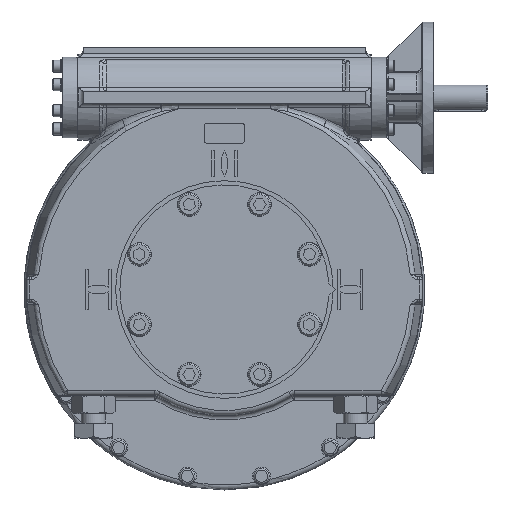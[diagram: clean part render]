
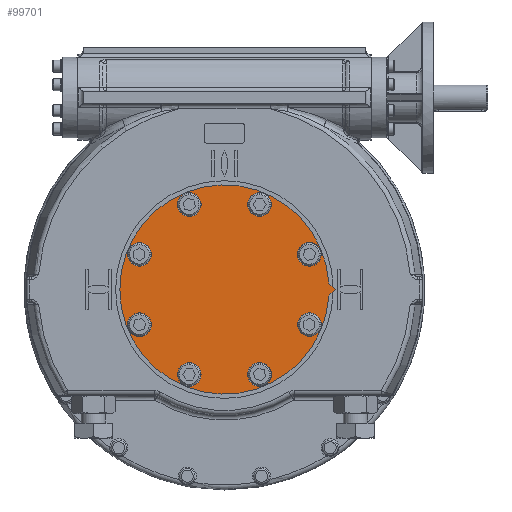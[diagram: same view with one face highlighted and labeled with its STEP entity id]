
A CAD part, top view. The second image highlights one B-rep face of the part: STEP entity #99701.
In plain terms, the highlighted planar face has unit normal (0, 0, 1).
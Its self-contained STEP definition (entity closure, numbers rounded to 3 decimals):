
#4186=LINE('',#139460,#13739);
#4187=LINE('',#139463,#13740);
#13739=VECTOR('',#114255,1000.);
#13740=VECTOR('',#114256,1000.);
#24911=ORIENTED_EDGE('',*,*,#55155,.F.);
#24912=ORIENTED_EDGE('',*,*,#55154,.F.);
#24913=ORIENTED_EDGE('',*,*,#55153,.F.);
#24914=ORIENTED_EDGE('',*,*,#55152,.F.);
#24915=ORIENTED_EDGE('',*,*,#55151,.F.);
#24916=ORIENTED_EDGE('',*,*,#55150,.F.);
#24917=ORIENTED_EDGE('',*,*,#55149,.F.);
#24918=ORIENTED_EDGE('',*,*,#55148,.F.);
#24919=ORIENTED_EDGE('',*,*,#55158,.T.);
#24920=ORIENTED_EDGE('',*,*,#55159,.T.);
#24921=ORIENTED_EDGE('',*,*,#55160,.T.);
#55148=EDGE_CURVE('',#70420,#70420,#80250,.T.);
#55149=EDGE_CURVE('',#70421,#70421,#80251,.T.);
#55150=EDGE_CURVE('',#70422,#70422,#80252,.T.);
#55151=EDGE_CURVE('',#70423,#70423,#80253,.T.);
#55152=EDGE_CURVE('',#70424,#70424,#80254,.T.);
#55153=EDGE_CURVE('',#70425,#70425,#80255,.T.);
#55154=EDGE_CURVE('',#70426,#70426,#80256,.T.);
#55155=EDGE_CURVE('',#70427,#70427,#80257,.T.);
#55158=EDGE_CURVE('',#70430,#70431,#4186,.T.);
#55159=EDGE_CURVE('',#70431,#70432,#4187,.T.);
#55160=EDGE_CURVE('',#70432,#70430,#80260,.T.);
#70420=VERTEX_POINT('',#139431);
#70421=VERTEX_POINT('',#139434);
#70422=VERTEX_POINT('',#139437);
#70423=VERTEX_POINT('',#139440);
#70424=VERTEX_POINT('',#139443);
#70425=VERTEX_POINT('',#139446);
#70426=VERTEX_POINT('',#139449);
#70427=VERTEX_POINT('',#139452);
#70430=VERTEX_POINT('',#139461);
#70431=VERTEX_POINT('',#139462);
#70432=VERTEX_POINT('',#139464);
#80250=CIRCLE('',#105871,23.5);
#80251=CIRCLE('',#105873,23.5);
#80252=CIRCLE('',#105875,23.5);
#80253=CIRCLE('',#105877,23.5);
#80254=CIRCLE('',#105879,23.5);
#80255=CIRCLE('',#105881,23.5);
#80256=CIRCLE('',#105883,23.5);
#80257=CIRCLE('',#105885,23.5);
#80260=CIRCLE('',#105891,207.5);
#82457=EDGE_LOOP('',(#24911));
#82458=EDGE_LOOP('',(#24912));
#82459=EDGE_LOOP('',(#24913));
#82460=EDGE_LOOP('',(#24914));
#82461=EDGE_LOOP('',(#24915));
#82462=EDGE_LOOP('',(#24916));
#82463=EDGE_LOOP('',(#24917));
#82464=EDGE_LOOP('',(#24918));
#82465=EDGE_LOOP('',(#24919,#24920,#24921));
#88944=FACE_BOUND('',#82457,.T.);
#88945=FACE_BOUND('',#82458,.T.);
#88946=FACE_BOUND('',#82459,.T.);
#88947=FACE_BOUND('',#82460,.T.);
#88948=FACE_BOUND('',#82461,.T.);
#88949=FACE_BOUND('',#82462,.T.);
#88950=FACE_BOUND('',#82463,.T.);
#88951=FACE_BOUND('',#82464,.T.);
#88952=FACE_BOUND('',#82465,.T.);
#95170=PLANE('',#105890);
#99701=ADVANCED_FACE('',(#88944,#88945,#88946,#88947,#88948,#88949,#88950,
#88951,#88952),#95170,.T.);
#105871=AXIS2_PLACEMENT_3D('',#139430,#114215,#114216);
#105873=AXIS2_PLACEMENT_3D('',#139433,#114219,#114220);
#105875=AXIS2_PLACEMENT_3D('',#139436,#114223,#114224);
#105877=AXIS2_PLACEMENT_3D('',#139439,#114227,#114228);
#105879=AXIS2_PLACEMENT_3D('',#139442,#114231,#114232);
#105881=AXIS2_PLACEMENT_3D('',#139445,#114235,#114236);
#105883=AXIS2_PLACEMENT_3D('',#139448,#114239,#114240);
#105885=AXIS2_PLACEMENT_3D('',#139451,#114243,#114244);
#105890=AXIS2_PLACEMENT_3D('',#139459,#114253,#114254);
#105891=AXIS2_PLACEMENT_3D('',#139465,#114257,#114258);
#114215=DIRECTION('',(0.,0.,1.));
#114216=DIRECTION('',(-0.707,0.707,0.));
#114219=DIRECTION('',(0.,0.,1.));
#114220=DIRECTION('',(0.,-1.,0.));
#114223=DIRECTION('',(0.,0.,1.));
#114224=DIRECTION('',(0.707,-0.707,0.));
#114227=DIRECTION('',(0.,0.,1.));
#114228=DIRECTION('',(-1.,0.,0.));
#114231=DIRECTION('',(0.,0.,1.));
#114232=DIRECTION('',(-0.707,-0.707,0.));
#114235=DIRECTION('',(0.,0.,1.));
#114236=DIRECTION('',(0.,1.,0.));
#114239=DIRECTION('',(0.,0.,1.));
#114240=DIRECTION('',(1.,0.,0.));
#114243=DIRECTION('',(0.,0.,1.));
#114244=DIRECTION('',(0.707,0.707,0.));
#114253=DIRECTION('',(0.,0.,1.));
#114254=DIRECTION('',(1.,0.,0.));
#114255=DIRECTION('',(0.707,0.707,0.));
#114256=DIRECTION('',(-0.707,0.707,0.));
#114257=DIRECTION('',(0.,0.,1.));
#114258=DIRECTION('',(1.,0.,0.));
#139430=CARTESIAN_POINT('',(-69.84,168.608,90.75));
#139431=CARTESIAN_POINT('',(-86.457,185.225,90.75));
#139433=CARTESIAN_POINT('',(-69.84,-168.608,90.75));
#139434=CARTESIAN_POINT('',(-69.84,-192.108,90.75));
#139436=CARTESIAN_POINT('',(69.84,-168.608,90.75));
#139437=CARTESIAN_POINT('',(86.457,-185.225,90.75));
#139439=CARTESIAN_POINT('',(-168.608,69.84,90.75));
#139440=CARTESIAN_POINT('',(-192.108,69.84,90.75));
#139442=CARTESIAN_POINT('',(-168.608,-69.84,90.75));
#139443=CARTESIAN_POINT('',(-185.225,-86.457,90.75));
#139445=CARTESIAN_POINT('',(69.84,168.608,90.75));
#139446=CARTESIAN_POINT('',(69.84,192.108,90.75));
#139448=CARTESIAN_POINT('',(168.608,-69.84,90.75));
#139449=CARTESIAN_POINT('',(192.108,-69.84,90.75));
#139451=CARTESIAN_POINT('',(168.608,69.84,90.75));
#139452=CARTESIAN_POINT('',(185.225,86.457,90.75));
#139459=CARTESIAN_POINT('',(0.,0.,90.75));
#139460=CARTESIAN_POINT('',(220.,0.,90.75));
#139461=CARTESIAN_POINT('',(207.099,-12.901,90.75));
#139462=CARTESIAN_POINT('',(220.,0.,90.75));
#139463=CARTESIAN_POINT('',(220.,0.,90.75));
#139464=CARTESIAN_POINT('',(207.099,12.901,90.75));
#139465=CARTESIAN_POINT('',(0.,0.,90.75));
